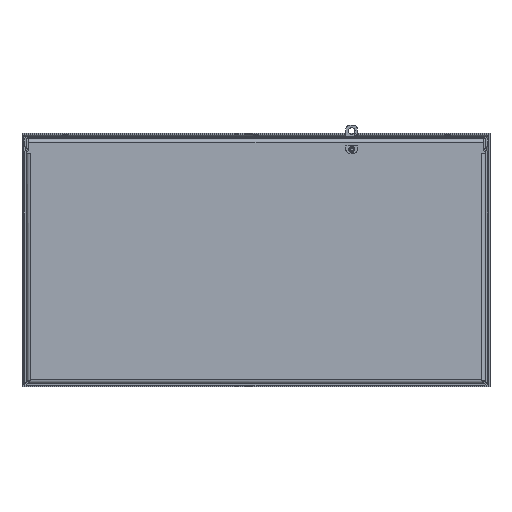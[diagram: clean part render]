
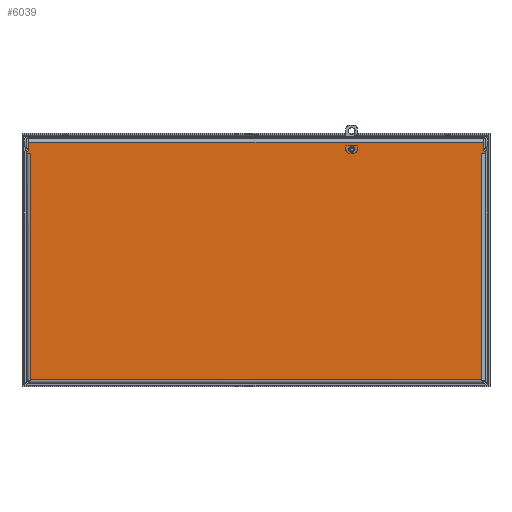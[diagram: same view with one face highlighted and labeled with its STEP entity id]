
A CAD part, front view. The second image highlights one B-rep face of the part: STEP entity #6039.
In plain terms, the highlighted planar face has unit normal (0, -1, 0).
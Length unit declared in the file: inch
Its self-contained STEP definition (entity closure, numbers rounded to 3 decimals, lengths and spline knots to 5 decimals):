
#28 = DIRECTION ( 'NONE',  ( -0.5, 0., -0.866 ) ) ;
#166 = CARTESIAN_POINT ( 'NONE',  ( -14.5704, -15., 13.90114 ) ) ;
#283 = CARTESIAN_POINT ( 'NONE',  ( -14.73955, -15., 13.18432 ) ) ;
#339 = ORIENTED_EDGE ( 'NONE', *, *, #18869, .T. ) ;
#897 = CARTESIAN_POINT ( 'NONE',  ( -7.49213, -15., 13.18432 ) ) ;
#928 = LINE ( 'NONE', #6549, #5724 ) ;
#1049 = VERTEX_POINT ( 'NONE', #5130 ) ;
#1072 = EDGE_CURVE ( 'NONE', #12353, #11253, #10215, .T. ) ;
#1258 = EDGE_CURVE ( 'NONE', #20958, #5278, #6514, .T. ) ;
#1589 = CARTESIAN_POINT ( 'NONE',  ( -14.84438, -15., 13.877 ) ) ;
#2535 = CARTESIAN_POINT ( 'NONE',  ( 14.84437, -15., 13.877 ) ) ;
#2699 = AXIS2_PLACEMENT_3D ( 'NONE', #6303, #6445, #18137 ) ;
#3166 = VECTOR ( 'NONE', #10235, 39.37008 ) ;
#3211 = DIRECTION ( 'NONE',  ( 1., 0., 0. ) ) ;
#3476 = LINE ( 'NONE', #20411, #11927 ) ;
#3523 = DIRECTION ( 'NONE',  ( 0., 0., 1. ) ) ;
#3660 = FACE_OUTER_BOUND ( 'NONE', #9250, .T. ) ;
#3948 = CIRCLE ( 'NONE', #2699, 0.1005 ) ;
#3965 = CARTESIAN_POINT ( 'NONE',  ( 14.73975, -15., 13.18412 ) ) ;
#4087 = ORIENTED_EDGE ( 'NONE', *, *, #1258, .T. ) ;
#4140 = ORIENTED_EDGE ( 'NONE', *, *, #1072, .T. ) ;
#4247 = VECTOR ( 'NONE', #5504, 39.37008 ) ;
#4809 = ORIENTED_EDGE ( 'NONE', *, *, #8645, .T. ) ;
#4843 = LINE ( 'NONE', #7960, #15125 ) ;
#5032 = LINE ( 'NONE', #20353, #9774 ) ;
#5130 = CARTESIAN_POINT ( 'NONE',  ( -14.84438, -15., 13.42661 ) ) ;
#5146 = EDGE_CURVE ( 'NONE', #5278, #13758, #17777, .T. ) ;
#5157 = CARTESIAN_POINT ( 'NONE',  ( 14.84438, -15., 9.77412 ) ) ;
#5278 = VERTEX_POINT ( 'NONE', #17419 ) ;
#5504 = DIRECTION ( 'NONE',  ( 0., 0., -1. ) ) ;
#5557 = LINE ( 'NONE', #8528, #3166 ) ;
#5724 = VECTOR ( 'NONE', #11503, 39.37008 ) ;
#5875 = ORIENTED_EDGE ( 'NONE', *, *, #13815, .T. ) ;
#6039 = ADVANCED_FACE ( 'NONE', ( #3660, #16617 ), #11130, .F. ) ;
#6263 = EDGE_CURVE ( 'NONE', #1049, #13234, #12852, .T. ) ;
#6303 = CARTESIAN_POINT ( 'NONE',  ( 6.25, -15., 13.42387 ) ) ;
#6375 = VERTEX_POINT ( 'NONE', #3965 ) ;
#6445 = DIRECTION ( 'NONE',  ( 0., 1., 0. ) ) ;
#6514 = LINE ( 'NONE', #17674, #14977 ) ;
#6549 = CARTESIAN_POINT ( 'NONE',  ( -7.36978, -15., 13.18412 ) ) ;
#6909 = DIRECTION ( 'NONE',  ( 0., 0., -1. ) ) ;
#7003 = CARTESIAN_POINT ( 'NONE',  ( -14.73975, -15., 13.18412 ) ) ;
#7029 = CARTESIAN_POINT ( 'NONE',  ( 14.73955, -15., 9.65287 ) ) ;
#7231 = LINE ( 'NONE', #15050, #16755 ) ;
#7683 = LINE ( 'NONE', #897, #7956 ) ;
#7956 = VECTOR ( 'NONE', #12663, 39.37008 ) ;
#7960 = CARTESIAN_POINT ( 'NONE',  ( -14.84438, -15., 10.12162 ) ) ;
#8032 = EDGE_CURVE ( 'NONE', #6375, #12353, #7231, .T. ) ;
#8528 = CARTESIAN_POINT ( 'NONE',  ( 7.42219, -15., 13.877 ) ) ;
#8627 = ORIENTED_EDGE ( 'NONE', *, *, #17447, .T. ) ;
#8645 = EDGE_CURVE ( 'NONE', #17106, #17761, #8712, .T. ) ;
#8712 = LINE ( 'NONE', #17095, #4247 ) ;
#8763 = VECTOR ( 'NONE', #3523, 39.37008 ) ;
#9123 = EDGE_CURVE ( 'NONE', #17520, #17607, #19310, .T. ) ;
#9250 = EDGE_LOOP ( 'NONE', ( #18225, #8627, #13395, #5875, #4809, #339, #11436, #19299, #16658, #13460, #4140, #17239, #4087, #21376 ) ) ;
#9272 = CARTESIAN_POINT ( 'NONE',  ( -14.98426, -15., 13.18432 ) ) ;
#9774 = VECTOR ( 'NONE', #3211, 39.37008 ) ;
#10215 = LINE ( 'NONE', #7029, #17919 ) ;
#10235 = DIRECTION ( 'NONE',  ( -1., 0., 0. ) ) ;
#10731 = EDGE_CURVE ( 'NONE', #17607, #11120, #5032, .T. ) ;
#10836 = VECTOR ( 'NONE', #11899, 39.37008 ) ;
#10943 = DIRECTION ( 'NONE',  ( -0.5, 0., 0.866 ) ) ;
#11120 = VERTEX_POINT ( 'NONE', #21412 ) ;
#11130 = PLANE ( 'NONE',  #13083 ) ;
#11253 = VERTEX_POINT ( 'NONE', #11526 ) ;
#11436 = ORIENTED_EDGE ( 'NONE', *, *, #9123, .T. ) ;
#11503 = DIRECTION ( 'NONE',  ( -1., 0., 0. ) ) ;
#11526 = CARTESIAN_POINT ( 'NONE',  ( 14.73955, -15., 13.18432 ) ) ;
#11803 = VECTOR ( 'NONE', #28, 39.37008 ) ;
#11851 = DIRECTION ( 'NONE',  ( 0., 0., 1. ) ) ;
#11899 = DIRECTION ( 'NONE',  ( 0., 0., -1. ) ) ;
#11927 = VECTOR ( 'NONE', #20133, 39.37008 ) ;
#12100 = CARTESIAN_POINT ( 'NONE',  ( 6.3505, -15., 13.42387 ) ) ;
#12353 = VERTEX_POINT ( 'NONE', #13382 ) ;
#12384 = ORIENTED_EDGE ( 'NONE', *, *, #15893, .T. ) ;
#12663 = DIRECTION ( 'NONE',  ( 1., 0., 0. ) ) ;
#12852 = LINE ( 'NONE', #166, #11803 ) ;
#12861 = EDGE_CURVE ( 'NONE', #11120, #6375, #3476, .T. ) ;
#13083 = AXIS2_PLACEMENT_3D ( 'NONE', #19801, #16319, #18164 ) ;
#13234 = VERTEX_POINT ( 'NONE', #9272 ) ;
#13238 = LINE ( 'NONE', #21510, #16429 ) ;
#13382 = CARTESIAN_POINT ( 'NONE',  ( 14.73955, -15., 13.18412 ) ) ;
#13395 = ORIENTED_EDGE ( 'NONE', *, *, #6263, .T. ) ;
#13460 = ORIENTED_EDGE ( 'NONE', *, *, #8032, .T. ) ;
#13758 = VERTEX_POINT ( 'NONE', #2535 ) ;
#13815 = EDGE_CURVE ( 'NONE', #13234, #17106, #7683, .T. ) ;
#13855 = EDGE_CURVE ( 'NONE', #11253, #20958, #13238, .T. ) ;
#14977 = VECTOR ( 'NONE', #10943, 39.37008 ) ;
#15050 = CARTESIAN_POINT ( 'NONE',  ( 7.49219, -15., 13.18412 ) ) ;
#15125 = VECTOR ( 'NONE', #6909, 39.37008 ) ;
#15165 = VERTEX_POINT ( 'NONE', #12100 ) ;
#15196 = DIRECTION ( 'NONE',  ( -1., 0., 0. ) ) ;
#15224 = CARTESIAN_POINT ( 'NONE',  ( -14.73975, -15., 9.65287 ) ) ;
#15892 = CARTESIAN_POINT ( 'NONE',  ( -14.73975, -15., -1.63375 ) ) ;
#15893 = EDGE_CURVE ( 'NONE', #15165, #15165, #3948, .T. ) ;
#15927 = EDGE_LOOP ( 'NONE', ( #12384 ) ) ;
#16032 = CARTESIAN_POINT ( 'NONE',  ( -14.73955, -15., 13.18412 ) ) ;
#16319 = DIRECTION ( 'NONE',  ( 0., 1., 0. ) ) ;
#16429 = VECTOR ( 'NONE', #21297, 39.37008 ) ;
#16557 = VERTEX_POINT ( 'NONE', #1589 ) ;
#16617 = FACE_BOUND ( 'NONE', #15927, .T. ) ;
#16658 = ORIENTED_EDGE ( 'NONE', *, *, #12861, .T. ) ;
#16755 = VECTOR ( 'NONE', #15196, 39.37008 ) ;
#17095 = CARTESIAN_POINT ( 'NONE',  ( -14.73955, -15., 9.65297 ) ) ;
#17106 = VERTEX_POINT ( 'NONE', #283 ) ;
#17239 = ORIENTED_EDGE ( 'NONE', *, *, #13855, .T. ) ;
#17419 = CARTESIAN_POINT ( 'NONE',  ( 14.84437, -15., 13.42661 ) ) ;
#17447 = EDGE_CURVE ( 'NONE', #16557, #1049, #4843, .T. ) ;
#17520 = VERTEX_POINT ( 'NONE', #7003 ) ;
#17607 = VERTEX_POINT ( 'NONE', #15892 ) ;
#17674 = CARTESIAN_POINT ( 'NONE',  ( 14.6404, -15., 13.7799 ) ) ;
#17761 = VERTEX_POINT ( 'NONE', #16032 ) ;
#17777 = LINE ( 'NONE', #5157, #8763 ) ;
#17919 = VECTOR ( 'NONE', #11851, 39.37008 ) ;
#18058 = EDGE_CURVE ( 'NONE', #13758, #16557, #5557, .T. ) ;
#18137 = DIRECTION ( 'NONE',  ( 1., 0., 0. ) ) ;
#18164 = DIRECTION ( 'NONE',  ( 1., 0., 0. ) ) ;
#18225 = ORIENTED_EDGE ( 'NONE', *, *, #18058, .T. ) ;
#18869 = EDGE_CURVE ( 'NONE', #17761, #17520, #928, .T. ) ;
#19299 = ORIENTED_EDGE ( 'NONE', *, *, #10731, .T. ) ;
#19310 = LINE ( 'NONE', #15224, #10836 ) ;
#19801 = CARTESIAN_POINT ( 'NONE',  ( 0., -15., 6.12162 ) ) ;
#20133 = DIRECTION ( 'NONE',  ( 0., 0., 1. ) ) ;
#20353 = CARTESIAN_POINT ( 'NONE',  ( -7.36988, -15., -1.63375 ) ) ;
#20411 = CARTESIAN_POINT ( 'NONE',  ( 14.73975, -15., 2.24393 ) ) ;
#20937 = CARTESIAN_POINT ( 'NONE',  ( 14.98426, -15., 13.18432 ) ) ;
#20958 = VERTEX_POINT ( 'NONE', #20937 ) ;
#21297 = DIRECTION ( 'NONE',  ( 1., 0., 0. ) ) ;
#21376 = ORIENTED_EDGE ( 'NONE', *, *, #5146, .T. ) ;
#21412 = CARTESIAN_POINT ( 'NONE',  ( 14.73975, -15., -1.63375 ) ) ;
#21510 = CARTESIAN_POINT ( 'NONE',  ( 7.36978, -15., 13.18432 ) ) ;
